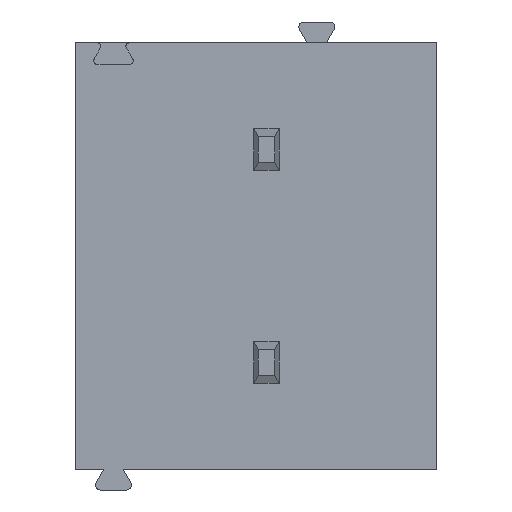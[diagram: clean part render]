
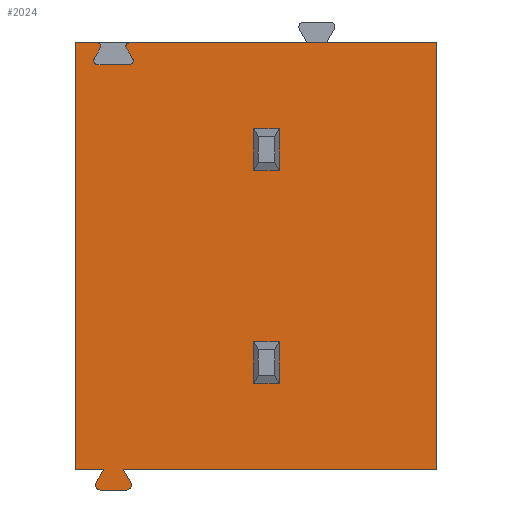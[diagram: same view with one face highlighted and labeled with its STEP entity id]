
A CAD part, front view. The second image highlights one B-rep face of the part: STEP entity #2024.
In plain terms, the highlighted planar face has unit normal (0, -1, 0).
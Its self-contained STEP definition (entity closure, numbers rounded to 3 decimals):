
#21=DIRECTION('',(1.,0.,0.));
#22=VECTOR('',#21,0.529);
#23=CARTESIAN_POINT('',(-4.3,-9.55,7.62));
#24=LINE('',#23,#22);
#81=DIRECTION('',(1.,0.,0.));
#82=VECTOR('',#81,7.329);
#83=CARTESIAN_POINT('',(-3.029,-9.55,7.62));
#84=LINE('',#83,#82);
#125=DIRECTION('',(-0.5,0.,0.866));
#126=VECTOR('',#125,0.297);
#127=CARTESIAN_POINT('',(-2.945,-9.55,7.25));
#128=LINE('',#127,#126);
#129=CARTESIAN_POINT('',(-3.029,-9.55,7.545));
#130=DIRECTION('',(0.,-1.,0.));
#131=DIRECTION('',(0.,0.,1.));
#132=AXIS2_PLACEMENT_3D('',#129,#130,#131);
#134=DIRECTION('',(-0.5,0.,0.866));
#135=VECTOR('',#134,0.37);
#136=CARTESIAN_POINT('',(-2.985,-9.55,
-2.86));
#137=LINE('',#136,#135);
#138=CARTESIAN_POINT('',(-3.089,-9.55,-2.92));
#139=DIRECTION('',(0.,-1.,0.));
#140=DIRECTION('',(0.,0.,-1.));
#141=AXIS2_PLACEMENT_3D('',#138,#139,#140);
#143=DIRECTION('',(1.,0.,0.));
#144=VECTOR('',#143,0.622);
#145=CARTESIAN_POINT('',(-3.711,-9.55,-3.04));
#146=LINE('',#145,#144);
#147=CARTESIAN_POINT('',(-3.711,-9.55,-2.92));
#148=DIRECTION('',(0.,-1.,0.));
#149=DIRECTION('',(-0.866,0.,0.5));
#150=AXIS2_PLACEMENT_3D('',#147,#148,#149);
#152=DIRECTION('',(-0.5,0.,-0.866));
#153=VECTOR('',#152,0.37);
#154=CARTESIAN_POINT('',(-3.63,-9.55,-2.54));
#155=LINE('',#154,#153);
#156=DIRECTION('',(0.,0.,-1.));
#157=VECTOR('',#156,10.16);
#158=CARTESIAN_POINT('',(-4.3,-9.55,7.62));
#159=LINE('',#158,#157);
#160=CARTESIAN_POINT('',(-3.771,-9.55,7.545));
#161=DIRECTION('',(0.,-1.,0.));
#162=DIRECTION('',(0.866,0.,-0.5));
#163=AXIS2_PLACEMENT_3D('',#160,#161,#162);
#165=DIRECTION('',(-0.5,0.,-0.866));
#166=VECTOR('',#165,0.297);
#167=CARTESIAN_POINT('',(-3.706,-9.55,7.507));
#168=LINE('',#167,#166);
#169=CARTESIAN_POINT('',(-3.769,-9.55,7.2));
#170=DIRECTION('',(0.,-1.,0.));
#171=DIRECTION('',(-0.865,0.,0.501));
#172=AXIS2_PLACEMENT_3D('',#169,#170,#171);
#174=DIRECTION('',(1.,0.,0.));
#175=VECTOR('',#174,0.737);
#176=CARTESIAN_POINT('',(-3.769,-9.55,7.1));
#177=LINE('',#176,#175);
#178=CARTESIAN_POINT('',(-3.031,-9.55,7.2));
#179=DIRECTION('',(0.,-1.,0.));
#180=DIRECTION('',(0.,0.,-1.));
#181=AXIS2_PLACEMENT_3D('',#178,#179,#180);
#183=DIRECTION('',(1.,0.,0.));
#184=VECTOR('',#183,0.6);
#185=CARTESIAN_POINT('',(-0.05,-9.55,-0.5));
#186=LINE('',#185,#184);
#187=DIRECTION('',(0.,0.,1.));
#188=VECTOR('',#187,1.);
#189=CARTESIAN_POINT('',(0.55,-9.55,-0.5));
#190=LINE('',#189,#188);
#191=DIRECTION('',(1.,0.,0.));
#192=VECTOR('',#191,0.6);
#193=CARTESIAN_POINT('',(-0.05,-9.55,0.5));
#194=LINE('',#193,#192);
#195=DIRECTION('',(0.,0.,1.));
#196=VECTOR('',#195,1.);
#197=CARTESIAN_POINT('',(-0.05,-9.55,-0.5));
#198=LINE('',#197,#196);
#199=DIRECTION('',(1.,0.,0.));
#200=VECTOR('',#199,0.6);
#201=CARTESIAN_POINT('',(-0.05,-9.55,4.58));
#202=LINE('',#201,#200);
#203=DIRECTION('',(0.,0.,1.));
#204=VECTOR('',#203,1.);
#205=CARTESIAN_POINT('',(0.55,-9.55,4.58));
#206=LINE('',#205,#204);
#207=DIRECTION('',(1.,0.,0.));
#208=VECTOR('',#207,0.6);
#209=CARTESIAN_POINT('',(-0.05,-9.55,5.58));
#210=LINE('',#209,#208);
#211=DIRECTION('',(0.,0.,1.));
#212=VECTOR('',#211,1.);
#213=CARTESIAN_POINT('',(-0.05,-9.55,4.58));
#214=LINE('',#213,#212);
#235=DIRECTION('',(0.,0.,-1.));
#236=VECTOR('',#235,10.16);
#237=CARTESIAN_POINT('',(4.3,-9.55,7.62));
#238=LINE('',#237,#236);
#426=DIRECTION('',(1.,0.,0.));
#427=VECTOR('',#426,0.67);
#428=CARTESIAN_POINT('',(-4.3,-9.55,-2.54));
#429=LINE('',#428,#427);
#442=DIRECTION('',(1.,0.,0.));
#443=VECTOR('',#442,7.47);
#444=CARTESIAN_POINT('',(-3.17,-9.55,-2.54));
#445=LINE('',#444,#443);
#1485=CARTESIAN_POINT('',(4.3,-9.55,7.62));
#1487=VERTEX_POINT('',#1485);
#1505=CARTESIAN_POINT('',(-4.3,-9.55,7.62));
#1506=VERTEX_POINT('',#1505);
#1507=CARTESIAN_POINT('',(4.3,-9.55,-2.54));
#1509=VERTEX_POINT('',#1507);
#1527=CARTESIAN_POINT('',(-4.3,-9.55,-2.54));
#1528=VERTEX_POINT('',#1527);
#1529=CARTESIAN_POINT('',(-3.711,-9.55,-3.04));
#1530=CARTESIAN_POINT('',(-3.089,-9.55,-3.04));
#1531=VERTEX_POINT('',#1529);
#1532=VERTEX_POINT('',#1530);
#1533=CARTESIAN_POINT('',(-2.985,-9.55,
-2.86));
#1534=VERTEX_POINT('',#1533);
#1535=CARTESIAN_POINT('',(-3.815,-9.55,
-2.86));
#1536=VERTEX_POINT('',#1535);
#1549=CARTESIAN_POINT('',(-3.17,-9.55,-2.54));
#1550=VERTEX_POINT('',#1549);
#1551=CARTESIAN_POINT('',(-3.63,-9.55,-2.54));
#1552=VERTEX_POINT('',#1551);
#1593=CARTESIAN_POINT('',(-3.029,-9.55,7.62));
#1594=VERTEX_POINT('',#1593);
#1595=CARTESIAN_POINT('',(-3.771,-9.55,7.62));
#1596=VERTEX_POINT('',#1595);
#1597=CARTESIAN_POINT('',(-2.945,-9.55,
7.25));
#1598=CARTESIAN_POINT('',(-3.094,-9.55,
7.508));
#1599=VERTEX_POINT('',#1597);
#1600=VERTEX_POINT('',#1598);
#1601=CARTESIAN_POINT('',(-3.706,-9.55,
7.507));
#1602=VERTEX_POINT('',#1601);
#1603=CARTESIAN_POINT('',(-3.855,-9.55,
7.25));
#1604=VERTEX_POINT('',#1603);
#1605=CARTESIAN_POINT('',(-3.769,-9.55,7.1));
#1606=VERTEX_POINT('',#1605);
#1607=CARTESIAN_POINT('',(-3.031,-9.55,7.1));
#1608=VERTEX_POINT('',#1607);
#1731=CARTESIAN_POINT('',(-0.05,-9.55,-0.5));
#1732=CARTESIAN_POINT('',(0.55,-9.55,-0.5));
#1733=VERTEX_POINT('',#1731);
#1734=VERTEX_POINT('',#1732);
#1735=CARTESIAN_POINT('',(-0.05,-9.55,0.5));
#1736=CARTESIAN_POINT('',(0.55,-9.55,0.5));
#1737=VERTEX_POINT('',#1735);
#1738=VERTEX_POINT('',#1736);
#1845=CARTESIAN_POINT('',(-0.05,-9.55,4.58));
#1846=CARTESIAN_POINT('',(0.55,-9.55,4.58));
#1847=VERTEX_POINT('',#1845);
#1848=VERTEX_POINT('',#1846);
#1849=CARTESIAN_POINT('',(-0.05,-9.55,5.58));
#1850=CARTESIAN_POINT('',(0.55,-9.55,5.58));
#1851=VERTEX_POINT('',#1849);
#1852=VERTEX_POINT('',#1850);
#1964=CARTESIAN_POINT('',(-4.3,-9.55,7.62));
#1965=DIRECTION('',(0.,-1.,0.));
#1966=DIRECTION('',(1.,0.,0.));
#1967=AXIS2_PLACEMENT_3D('',#1964,#1965,#1966);
#1968=PLANE('',#1967);
#1970=ORIENTED_EDGE('',*,*,#1969,.T.);
#1971=ORIENTED_EDGE('',*,*,#1956,.F.);
#1972=ORIENTED_EDGE('',*,*,#1920,.T.);
#1974=ORIENTED_EDGE('',*,*,#1973,.T.);
#1976=ORIENTED_EDGE('',*,*,#1975,.F.);
#1978=ORIENTED_EDGE('',*,*,#1977,.F.);
#1980=ORIENTED_EDGE('',*,*,#1979,.F.);
#1982=ORIENTED_EDGE('',*,*,#1981,.F.);
#1984=ORIENTED_EDGE('',*,*,#1983,.F.);
#1986=ORIENTED_EDGE('',*,*,#1985,.F.);
#1988=ORIENTED_EDGE('',*,*,#1987,.F.);
#1990=ORIENTED_EDGE('',*,*,#1989,.F.);
#1991=ORIENTED_EDGE('',*,*,#1890,.T.);
#1993=ORIENTED_EDGE('',*,*,#1992,.F.);
#1995=ORIENTED_EDGE('',*,*,#1994,.T.);
#1997=ORIENTED_EDGE('',*,*,#1996,.T.);
#1999=ORIENTED_EDGE('',*,*,#1998,.T.);
#2001=ORIENTED_EDGE('',*,*,#2000,.T.);
#2002=EDGE_LOOP('',(#1970,#1971,#1972,#1974,#1976,#1978,#1980,#1982,#1984,#1986,
#1988,#1990,#1991,#1993,#1995,#1997,#1999,#2001));
#2003=FACE_OUTER_BOUND('',#2002,.F.);
#2005=ORIENTED_EDGE('',*,*,#2004,.T.);
#2007=ORIENTED_EDGE('',*,*,#2006,.T.);
#2009=ORIENTED_EDGE('',*,*,#2008,.F.);
#2011=ORIENTED_EDGE('',*,*,#2010,.F.);
#2012=EDGE_LOOP('',(#2005,#2007,#2009,#2011));
#2013=FACE_BOUND('',#2012,.F.);
#2015=ORIENTED_EDGE('',*,*,#2014,.T.);
#2017=ORIENTED_EDGE('',*,*,#2016,.T.);
#2019=ORIENTED_EDGE('',*,*,#2018,.F.);
#2021=ORIENTED_EDGE('',*,*,#2020,.F.);
#2022=EDGE_LOOP('',(#2015,#2017,#2019,#2021));
#2023=FACE_BOUND('',#2022,.F.);
#133=CIRCLE('',#132,0.075);
#142=CIRCLE('',#141,0.12);
#151=CIRCLE('',#150,0.12);
#164=CIRCLE('',#163,0.075);
#173=CIRCLE('',#172,0.1);
#182=CIRCLE('',#181,0.1);
#1890=EDGE_CURVE('',#1506,#1596,#24,.T.);
#1920=EDGE_CURVE('',#1594,#1487,#84,.T.);
#1956=EDGE_CURVE('',#1594,#1600,#133,.T.);
#1969=EDGE_CURVE('',#1599,#1600,#128,.T.);
#1973=EDGE_CURVE('',#1487,#1509,#238,.T.);
#1975=EDGE_CURVE('',#1550,#1509,#445,.T.);
#1977=EDGE_CURVE('',#1534,#1550,#137,.T.);
#1979=EDGE_CURVE('',#1532,#1534,#142,.T.);
#1981=EDGE_CURVE('',#1531,#1532,#146,.T.);
#1983=EDGE_CURVE('',#1536,#1531,#151,.T.);
#1985=EDGE_CURVE('',#1552,#1536,#155,.T.);
#1987=EDGE_CURVE('',#1528,#1552,#429,.T.);
#1989=EDGE_CURVE('',#1506,#1528,#159,.T.);
#1992=EDGE_CURVE('',#1602,#1596,#164,.T.);
#1994=EDGE_CURVE('',#1602,#1604,#168,.T.);
#1996=EDGE_CURVE('',#1604,#1606,#173,.T.);
#1998=EDGE_CURVE('',#1606,#1608,#177,.T.);
#2000=EDGE_CURVE('',#1608,#1599,#182,.T.);
#2004=EDGE_CURVE('',#1733,#1734,#186,.T.);
#2006=EDGE_CURVE('',#1734,#1738,#190,.T.);
#2008=EDGE_CURVE('',#1737,#1738,#194,.T.);
#2010=EDGE_CURVE('',#1733,#1737,#198,.T.);
#2014=EDGE_CURVE('',#1847,#1848,#202,.T.);
#2016=EDGE_CURVE('',#1848,#1852,#206,.T.);
#2018=EDGE_CURVE('',#1851,#1852,#210,.T.);
#2020=EDGE_CURVE('',#1847,#1851,#214,.T.);
#2024=ADVANCED_FACE('',(#2003,#2013,#2023),#1968,.T.);
